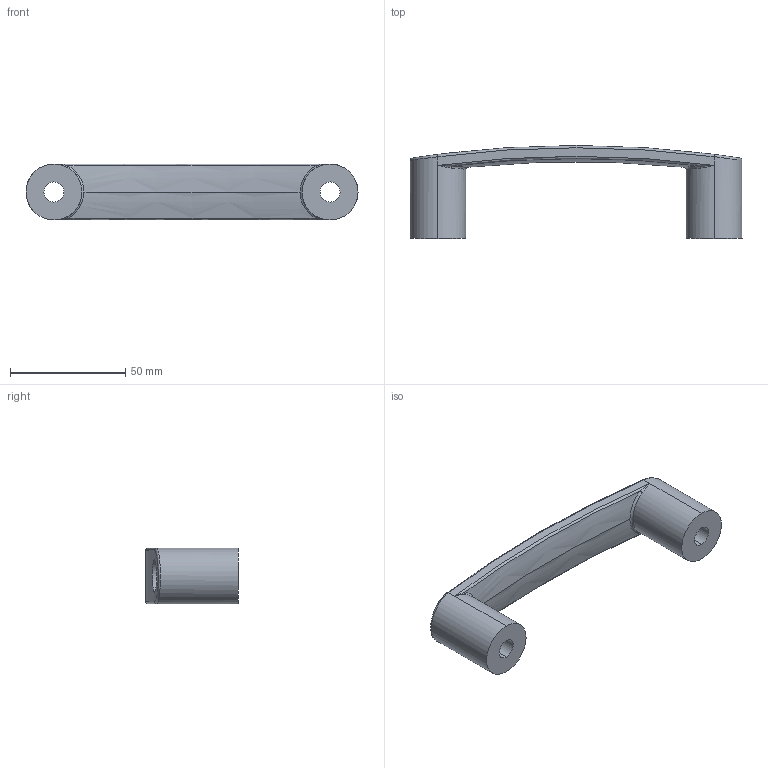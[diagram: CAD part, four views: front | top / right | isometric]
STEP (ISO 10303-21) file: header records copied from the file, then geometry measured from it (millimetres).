
FILE_DESCRIPTION (( 'STEP AP214' ), '1' );
FILE_NAME ('SNSS.30.70.10 Ðó÷êà äâåðíàÿ ïëàñòèêîâàÿ, 120ìì(T10).STEP', '2018-01-16T10:09:01', ( '' ), ( '' ), 'SwSTEP 2.0', 'SolidWorks 2017', '' );
FILE_SCHEMA (( 'AUTOMOTIVE_DESIGN' ));
Length unit declared in the file: millimetre
Products named in the file (1): SNSS.30.70.10 Ðó÷êà äâåðíàÿ ïëàñòèêîâàÿ, 120ìì(T10)
Bounding box: 144.3 x 40.4 x 24.3 mm (x, y, z)
Volume: 42214.8 mm3; surface area: 15312.2 mm2
Topology: 1 solids, 1 shells, 33 faces, 75 edges, 42 vertices
Faces by surface type: cylinder 13, bspline 8, torus 6, plane 6
Entity records: 1946 total; most frequent: CARTESIAN_POINT 1237, ORIENTED_EDGE 142, DIRECTION 134, EDGE_CURVE 71, AXIS2_PLACEMENT_3D 59, VERTEX_POINT 42, EDGE_LOOP 39, FACE_OUTER_BOUND 33
